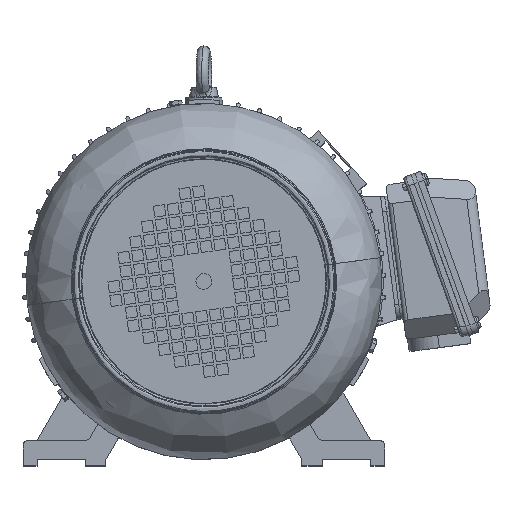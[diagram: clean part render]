
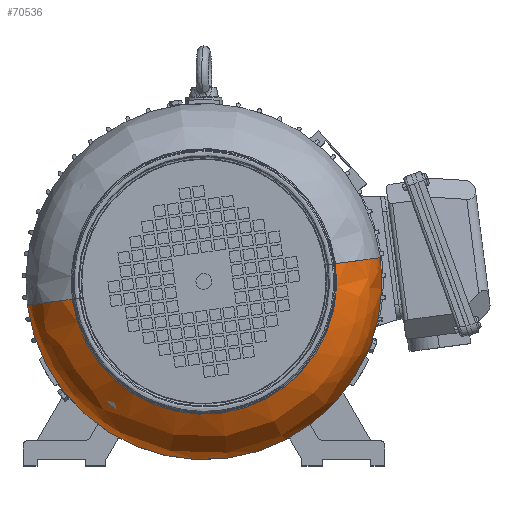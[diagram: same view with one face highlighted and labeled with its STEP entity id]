
A CAD part, top view. The second image highlights one B-rep face of the part: STEP entity #70536.
In plain terms, the highlighted free-form (B-spline) face has degree [3, 3] with [4, 4] control points.
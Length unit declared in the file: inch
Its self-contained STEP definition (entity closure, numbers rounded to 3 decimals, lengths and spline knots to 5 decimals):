
#1147 = CARTESIAN_POINT ( 'NONE',  ( 1.73423, 1.17638, 8.601 ) ) ;
#1794 = CARTESIAN_POINT ( 'NONE',  ( -6.9846, -10.26788, 7.73819 ) ) ;
#2768 = CARTESIAN_POINT ( 'NONE',  ( -3.30654, 0.49503, 9.62055 ) ) ;
#4073 = CARTESIAN_POINT ( 'NONE',  ( -7.06431, -0.01291, 9.62055 ) ) ;
#5931 = EDGE_CURVE ( 'NONE', #84536, #79017, #47385, .T. ) ;
#8222 = AXIS2_PLACEMENT_3D ( 'NONE', #2768, #18288, #71588 ) ;
#8683 = CARTESIAN_POINT ( 'NONE',  ( -8.34732, -0.18633, 8.601 ) ) ;
#9672 = CARTESIAN_POINT ( 'NONE',  ( 1.24969, 1.11089, 9.3119 ) ) ;
#10340 = DIRECTION ( 'NONE',  ( -0.991, -0.134, 0. ) ) ;
#11176 = CARTESIAN_POINT ( 'NONE',  ( 0.45123, 1.00296, 9.62055 ) ) ;
#11276 = ORIENTED_EDGE ( 'NONE', *, *, #61902, .F. ) ;
#12325 = CARTESIAN_POINT ( 'NONE',  ( -8.34732, -0.18633, 7.73819 ) ) ;
#18288 = DIRECTION ( 'NONE',  ( 0., 0., -1. ) ) ;
#18942 = CARTESIAN_POINT ( 'NONE',  ( -6.04844, -7.52844, 9.62055 ) ) ;
#21774 =( BOUNDED_SURFACE ( )  B_SPLINE_SURFACE ( 3, 3, ( 
 ( #69012, #40062, #1794, #46359 ),
 ( #1147, #92329, #54899, #8683 ),
 ( #9672, #62405, #23866, #40387 ),
 ( #55556, #33135, #18942, #4073 ) ),
 .UNSPECIFIED., .F., .F., .F. ) 
 B_SPLINE_SURFACE_WITH_KNOTS ( ( 4, 4 ),
 ( 4, 4 ),
 ( 0., 1. ),
 ( 0., 1. ),
 .UNSPECIFIED. ) 
 GEOMETRIC_REPRESENTATION_ITEM ( )  RATIONAL_B_SPLINE_SURFACE ( (
 ( 1., 0.333, 0.333, 1.),
 ( 0.883, 0.294, 0.294, 0.883),
 ( 0.883, 0.294, 0.294, 0.883),
 ( 1., 0.333, 0.333, 1.) ) ) 
 REPRESENTATION_ITEM ( '' )  SURFACE ( )  );
#23058 = AXIS2_PLACEMENT_3D ( 'NONE', #77242, #40063, #10340 ) ;
#23866 = CARTESIAN_POINT ( 'NONE',  ( -6.63105, -9.23329, 9.3119 ) ) ;
#28171 = DIRECTION ( 'NONE',  ( 0.134, -0.991, 0. ) ) ;
#28236 = EDGE_CURVE ( 'NONE', #48327, #94091, #78572, .T. ) ;
#33135 = CARTESIAN_POINT ( 'NONE',  ( 1.46709, -6.51258, 9.62055 ) ) ;
#39569 = ORIENTED_EDGE ( 'NONE', *, *, #28236, .T. ) ;
#40062 = CARTESIAN_POINT ( 'NONE',  ( 3.09694, -8.90516, 7.73819 ) ) ;
#40063 = DIRECTION ( 'NONE',  ( 0., 0., -1. ) ) ;
#40387 = CARTESIAN_POINT ( 'NONE',  ( -7.86277, -0.12084, 9.3119 ) ) ;
#43785 = CIRCLE ( 'NONE', #23058, 5.08661 ) ;
#44396 = EDGE_CURVE ( 'NONE', #94091, #79017, #63718, .T. ) ;
#46359 = CARTESIAN_POINT ( 'NONE',  ( -8.34732, -0.18633, 7.73819 ) ) ;
#46762 = AXIS2_PLACEMENT_3D ( 'NONE', #65098, #28171, #72647 ) ;
#47385 = CIRCLE ( 'NONE', #52390, 2.01575 ) ;
#48327 = VERTEX_POINT ( 'NONE', #97069 ) ;
#52179 = DIRECTION ( 'NONE',  ( -0.991, -0.134, 0. ) ) ;
#52390 = AXIS2_PLACEMENT_3D ( 'NONE', #89621, #66936, #52179 ) ;
#54899 = CARTESIAN_POINT ( 'NONE',  ( -6.9846, -10.26788, 8.601 ) ) ;
#55556 = CARTESIAN_POINT ( 'NONE',  ( 0.45123, 1.00296, 9.62055 ) ) ;
#58412 = ORIENTED_EDGE ( 'NONE', *, *, #44396, .T. ) ;
#61902 = EDGE_CURVE ( 'NONE', #48327, #84536, #43785, .T. ) ;
#62405 = CARTESIAN_POINT ( 'NONE',  ( 2.48141, -8.00157, 9.3119 ) ) ;
#63718 = CIRCLE ( 'NONE', #8222, 3.79194 ) ;
#65098 = CARTESIAN_POINT ( 'NONE',  ( -0.26335, 0.90637, 7.73819 ) ) ;
#66918 = FACE_OUTER_BOUND ( 'NONE', #95449, .T. ) ;
#66936 = DIRECTION ( 'NONE',  ( -0.134, 0.991, 0. ) ) ;
#69012 = CARTESIAN_POINT ( 'NONE',  ( 1.73423, 1.17638, 7.73819 ) ) ;
#70536 = ADVANCED_FACE ( 'NONE', ( #66918 ), #21774, .T. ) ;
#71588 = DIRECTION ( 'NONE',  ( -0.991, -0.134, 0. ) ) ;
#72647 = DIRECTION ( 'NONE',  ( 0.991, 0.134, 0. ) ) ;
#73236 = CARTESIAN_POINT ( 'NONE',  ( -7.06431, -0.01291, 9.62055 ) ) ;
#77242 = CARTESIAN_POINT ( 'NONE',  ( -3.30654, 0.49503, 7.73819 ) ) ;
#78572 = CIRCLE ( 'NONE', #46762, 2.01575 ) ;
#79017 = VERTEX_POINT ( 'NONE', #73236 ) ;
#84536 = VERTEX_POINT ( 'NONE', #12325 ) ;
#89621 = CARTESIAN_POINT ( 'NONE',  ( -6.34973, 0.08368, 7.73819 ) ) ;
#92329 = CARTESIAN_POINT ( 'NONE',  ( 3.09694, -8.90516, 8.601 ) ) ;
#93968 = ORIENTED_EDGE ( 'NONE', *, *, #5931, .F. ) ;
#94091 = VERTEX_POINT ( 'NONE', #11176 ) ;
#95449 = EDGE_LOOP ( 'NONE', ( #11276, #39569, #58412, #93968 ) ) ;
#97069 = CARTESIAN_POINT ( 'NONE',  ( 1.73423, 1.17638, 7.73819 ) ) ;
